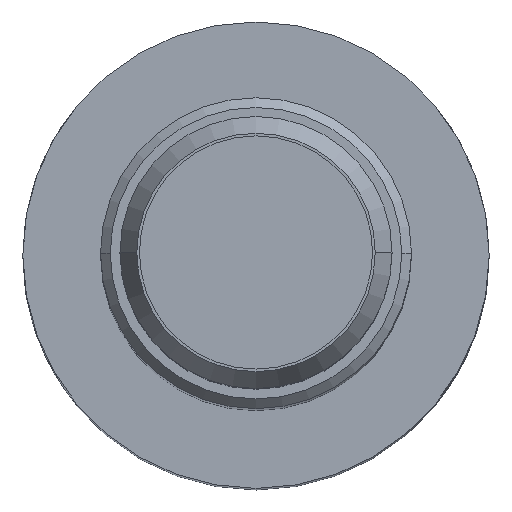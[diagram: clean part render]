
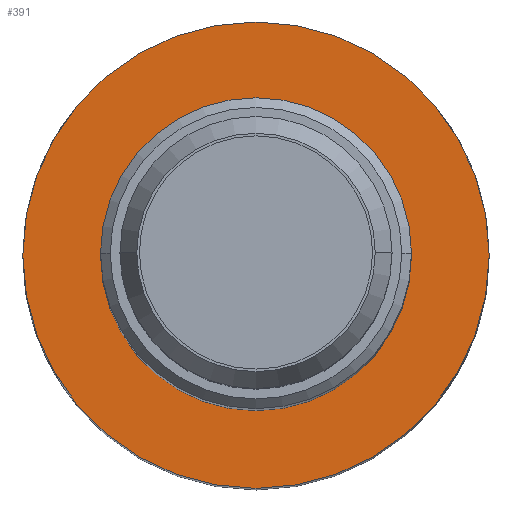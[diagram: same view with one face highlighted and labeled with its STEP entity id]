
A CAD part, top view. The second image highlights one B-rep face of the part: STEP entity #391.
In plain terms, the highlighted planar face has unit normal (0, 0, 1).
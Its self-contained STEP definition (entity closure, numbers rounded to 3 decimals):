
#2=CARTESIAN_POINT('',(0.,0.,-80.));
#3=DIRECTION('',(0.,0.,-1.));
#4=DIRECTION('',(1.,0.,0.));
#5=AXIS2_PLACEMENT_3D('',#2,#3,#4);
#7=CARTESIAN_POINT('',(0.,0.,-80.));
#8=DIRECTION('',(0.,0.,1.));
#9=DIRECTION('',(1.,0.,0.));
#10=AXIS2_PLACEMENT_3D('',#7,#8,#9);
#21=CARTESIAN_POINT('',(0.,0.,-80.));
#22=DIRECTION('',(0.,0.,1.));
#23=DIRECTION('',(1.,0.,0.));
#24=AXIS2_PLACEMENT_3D('',#21,#22,#23);
#88=CARTESIAN_POINT('',(0.,0.,-80.));
#89=DIRECTION('',(0.,0.,-1.));
#90=DIRECTION('',(1.,0.,0.));
#91=AXIS2_PLACEMENT_3D('',#88,#89,#90);
#294=CARTESIAN_POINT('',(12.,0.,-80.));
#295=CARTESIAN_POINT('',(-12.,0.,-80.));
#296=VERTEX_POINT('',#294);
#297=VERTEX_POINT('',#295);
#302=CARTESIAN_POINT('',(8.,0.,-80.));
#303=CARTESIAN_POINT('',(-8.,0.,-80.));
#304=VERTEX_POINT('',#302);
#305=VERTEX_POINT('',#303);
#374=CARTESIAN_POINT('',(0.,0.,-80.));
#375=DIRECTION('',(0.,0.,1.));
#376=DIRECTION('',(-1.,0.,0.));
#377=AXIS2_PLACEMENT_3D('',#374,#375,#376);
#378=PLANE('',#377);
#380=ORIENTED_EDGE('',*,*,#379,.F.);
#382=ORIENTED_EDGE('',*,*,#381,.T.);
#383=EDGE_LOOP('',(#380,#382));
#384=FACE_OUTER_BOUND('',#383,.F.);
#386=ORIENTED_EDGE('',*,*,#385,.F.);
#388=ORIENTED_EDGE('',*,*,#387,.T.);
#389=EDGE_LOOP('',(#386,#388));
#390=FACE_BOUND('',#389,.F.);
#391=ADVANCED_FACE('',(#384,#390),#378,.T.);
#6=CIRCLE('',#5,8.);
#11=CIRCLE('',#10,8.);
#25=CIRCLE('',#24,12.);
#92=CIRCLE('',#91,12.);
#379=EDGE_CURVE('',#296,#297,#25,.T.);
#381=EDGE_CURVE('',#296,#297,#92,.T.);
#385=EDGE_CURVE('',#304,#305,#6,.T.);
#387=EDGE_CURVE('',#304,#305,#11,.T.);
